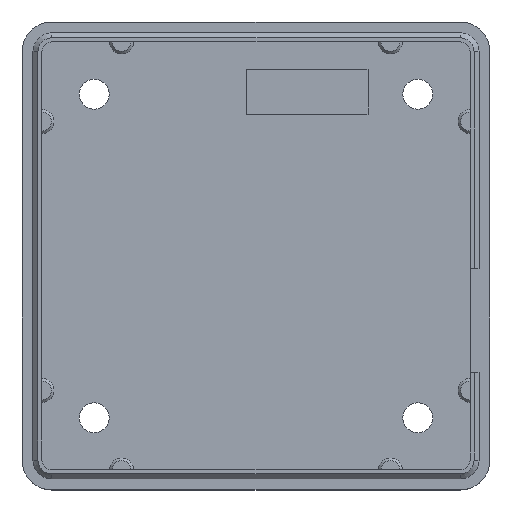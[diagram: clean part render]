
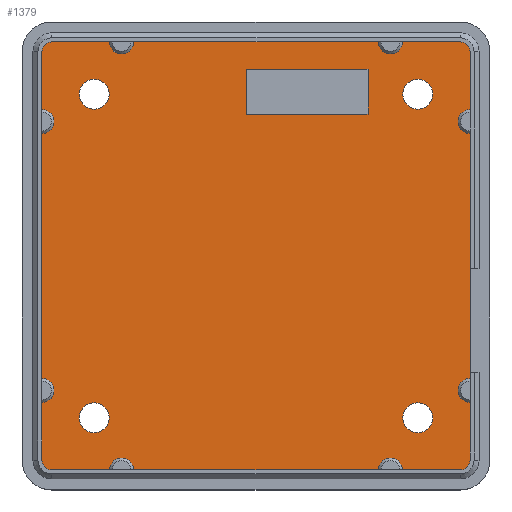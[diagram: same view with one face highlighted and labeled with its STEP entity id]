
A CAD part, top view. The second image highlights one B-rep face of the part: STEP entity #1379.
In plain terms, the highlighted planar face has unit normal (0, 0, 1).
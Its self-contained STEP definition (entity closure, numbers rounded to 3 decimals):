
#51=PLANE('',#1514);
#61=FACE_BOUND('',#245,.T.);
#62=FACE_BOUND('',#246,.T.);
#63=FACE_BOUND('',#247,.T.);
#64=FACE_BOUND('',#248,.T.);
#65=FACE_BOUND('',#249,.T.);
#162=FACE_OUTER_BOUND('',#244,.T.);
#244=EDGE_LOOP('',(#1263,#1264,#1265,#1266,#1267,#1268,#1269,#1270,#1271,
#1272,#1273,#1274,#1275,#1276,#1277,#1278,#1279,#1280,#1281,#1282,#1283,
#1284,#1285,#1286));
#245=EDGE_LOOP('',(#1287));
#246=EDGE_LOOP('',(#1288));
#247=EDGE_LOOP('',(#1289));
#248=EDGE_LOOP('',(#1290));
#249=EDGE_LOOP('',(#1291,#1292,#1293,#1294));
#252=CIRCLE('',#1386,1.2);
#255=CIRCLE('',#1391,1.2);
#258=CIRCLE('',#1396,1.2);
#261=CIRCLE('',#1401,1.2);
#264=CIRCLE('',#1406,1.2);
#267=CIRCLE('',#1411,1.2);
#270=CIRCLE('',#1416,1.2);
#273=CIRCLE('',#1421,1.2);
#275=CIRCLE('',#1424,1.5);
#277=CIRCLE('',#1427,1.5);
#279=CIRCLE('',#1430,1.5);
#281=CIRCLE('',#1433,1.5);
#302=CIRCLE('',#1487,1.);
#303=CIRCLE('',#1489,1.);
#304=CIRCLE('',#1492,1.);
#305=CIRCLE('',#1495,1.);
#350=LINE('',#2077,#485);
#354=LINE('',#2084,#489);
#355=LINE('',#2085,#490);
#356=LINE('',#2087,#491);
#357=LINE('',#2089,#492);
#361=LINE('',#2096,#496);
#412=LINE('',#2242,#547);
#414=LINE('',#2244,#549);
#415=LINE('',#2245,#550);
#417=LINE('',#2252,#552);
#419=LINE('',#2254,#554);
#420=LINE('',#2255,#555);
#421=LINE('',#2261,#556);
#425=LINE('',#2269,#560);
#428=LINE('',#2275,#563);
#431=LINE('',#2280,#566);
#485=VECTOR('',#1679,5.8);
#489=VECTOR('',#1683,5.8);
#490=VECTOR('',#1684,24.6);
#491=VECTOR('',#1687,24.6);
#492=VECTOR('',#1688,5.8);
#496=VECTOR('',#1692,5.8);
#547=VECTOR('',#1837,5.8);
#549=VECTOR('',#1839,5.8);
#550=VECTOR('',#1840,24.6);
#552=VECTOR('',#1848,5.8);
#554=VECTOR('',#1850,5.8);
#555=VECTOR('',#1851,24.6);
#556=VECTOR('',#1858,4.5);
#560=VECTOR('',#1864,12.25);
#563=VECTOR('',#1869,4.5);
#566=VECTOR('',#1874,12.25);
#584=VERTEX_POINT('',#1929);
#585=VERTEX_POINT('',#1931);
#590=VERTEX_POINT('',#1944);
#591=VERTEX_POINT('',#1946);
#596=VERTEX_POINT('',#1959);
#597=VERTEX_POINT('',#1961);
#602=VERTEX_POINT('',#1974);
#603=VERTEX_POINT('',#1976);
#608=VERTEX_POINT('',#1989);
#609=VERTEX_POINT('',#1991);
#614=VERTEX_POINT('',#2004);
#615=VERTEX_POINT('',#2006);
#620=VERTEX_POINT('',#2019);
#621=VERTEX_POINT('',#2021);
#626=VERTEX_POINT('',#2034);
#627=VERTEX_POINT('',#2036);
#629=VERTEX_POINT('',#2042);
#631=VERTEX_POINT('',#2047);
#633=VERTEX_POINT('',#2052);
#635=VERTEX_POINT('',#2057);
#636=VERTEX_POINT('',#2076);
#639=VERTEX_POINT('',#2082);
#640=VERTEX_POINT('',#2088);
#643=VERTEX_POINT('',#2094);
#690=VERTEX_POINT('',#2237);
#691=VERTEX_POINT('',#2241);
#692=VERTEX_POINT('',#2247);
#693=VERTEX_POINT('',#2251);
#694=VERTEX_POINT('',#2259);
#695=VERTEX_POINT('',#2260);
#698=VERTEX_POINT('',#2268);
#700=VERTEX_POINT('',#2274);
#715=EDGE_CURVE('',#585,#584,#252,.T.);
#722=EDGE_CURVE('',#591,#590,#255,.T.);
#729=EDGE_CURVE('',#597,#596,#258,.T.);
#736=EDGE_CURVE('',#603,#602,#261,.T.);
#743=EDGE_CURVE('',#609,#608,#264,.T.);
#750=EDGE_CURVE('',#615,#614,#267,.T.);
#757=EDGE_CURVE('',#621,#620,#270,.T.);
#764=EDGE_CURVE('',#627,#626,#273,.T.);
#767=EDGE_CURVE('',#629,#629,#275,.T.);
#769=EDGE_CURVE('',#631,#631,#277,.T.);
#771=EDGE_CURVE('',#633,#633,#279,.T.);
#773=EDGE_CURVE('',#635,#635,#281,.T.);
#782=EDGE_CURVE('',#636,#621,#350,.T.);
#786=EDGE_CURVE('',#626,#639,#354,.T.);
#787=EDGE_CURVE('',#620,#627,#355,.T.);
#788=EDGE_CURVE('',#608,#615,#356,.T.);
#789=EDGE_CURVE('',#640,#609,#357,.T.);
#793=EDGE_CURVE('',#614,#643,#361,.T.);
#863=EDGE_CURVE('',#643,#636,#302,.T.);
#864=EDGE_CURVE('',#690,#640,#303,.T.);
#866=EDGE_CURVE('',#691,#597,#412,.T.);
#868=EDGE_CURVE('',#602,#690,#414,.T.);
#869=EDGE_CURVE('',#596,#603,#415,.T.);
#870=EDGE_CURVE('',#692,#691,#304,.T.);
#872=EDGE_CURVE('',#693,#585,#417,.T.);
#874=EDGE_CURVE('',#590,#692,#419,.T.);
#875=EDGE_CURVE('',#584,#591,#420,.T.);
#876=EDGE_CURVE('',#639,#693,#305,.T.);
#877=EDGE_CURVE('',#694,#695,#421,.T.);
#881=EDGE_CURVE('',#698,#694,#425,.T.);
#884=EDGE_CURVE('',#700,#698,#428,.T.);
#887=EDGE_CURVE('',#695,#700,#431,.T.);
#1263=ORIENTED_EDGE('',*,*,#757,.T.);
#1264=ORIENTED_EDGE('',*,*,#787,.T.);
#1265=ORIENTED_EDGE('',*,*,#764,.T.);
#1266=ORIENTED_EDGE('',*,*,#786,.T.);
#1267=ORIENTED_EDGE('',*,*,#876,.T.);
#1268=ORIENTED_EDGE('',*,*,#872,.T.);
#1269=ORIENTED_EDGE('',*,*,#715,.T.);
#1270=ORIENTED_EDGE('',*,*,#875,.T.);
#1271=ORIENTED_EDGE('',*,*,#722,.T.);
#1272=ORIENTED_EDGE('',*,*,#874,.T.);
#1273=ORIENTED_EDGE('',*,*,#870,.T.);
#1274=ORIENTED_EDGE('',*,*,#866,.T.);
#1275=ORIENTED_EDGE('',*,*,#729,.T.);
#1276=ORIENTED_EDGE('',*,*,#869,.T.);
#1277=ORIENTED_EDGE('',*,*,#736,.T.);
#1278=ORIENTED_EDGE('',*,*,#868,.T.);
#1279=ORIENTED_EDGE('',*,*,#864,.T.);
#1280=ORIENTED_EDGE('',*,*,#789,.T.);
#1281=ORIENTED_EDGE('',*,*,#743,.T.);
#1282=ORIENTED_EDGE('',*,*,#788,.T.);
#1283=ORIENTED_EDGE('',*,*,#750,.T.);
#1284=ORIENTED_EDGE('',*,*,#793,.T.);
#1285=ORIENTED_EDGE('',*,*,#863,.T.);
#1286=ORIENTED_EDGE('',*,*,#782,.T.);
#1287=ORIENTED_EDGE('',*,*,#767,.T.);
#1288=ORIENTED_EDGE('',*,*,#769,.T.);
#1289=ORIENTED_EDGE('',*,*,#771,.T.);
#1290=ORIENTED_EDGE('',*,*,#773,.T.);
#1291=ORIENTED_EDGE('',*,*,#877,.T.);
#1292=ORIENTED_EDGE('',*,*,#887,.T.);
#1293=ORIENTED_EDGE('',*,*,#884,.T.);
#1294=ORIENTED_EDGE('',*,*,#881,.T.);
#1379=ADVANCED_FACE('',(#162,#61,#62,#63,#64,#65),#51,.T.);
#1386=AXIS2_PLACEMENT_3D('',#1932,#1528,#1529);
#1391=AXIS2_PLACEMENT_3D('',#1947,#1542,#1543);
#1396=AXIS2_PLACEMENT_3D('',#1962,#1556,#1557);
#1401=AXIS2_PLACEMENT_3D('',#1977,#1570,#1571);
#1406=AXIS2_PLACEMENT_3D('',#1992,#1584,#1585);
#1411=AXIS2_PLACEMENT_3D('',#2007,#1598,#1599);
#1416=AXIS2_PLACEMENT_3D('',#2022,#1612,#1613);
#1421=AXIS2_PLACEMENT_3D('',#2037,#1626,#1627);
#1424=AXIS2_PLACEMENT_3D('',#2043,#1633,#1634);
#1427=AXIS2_PLACEMENT_3D('',#2048,#1639,#1640);
#1430=AXIS2_PLACEMENT_3D('',#2053,#1645,#1646);
#1433=AXIS2_PLACEMENT_3D('',#2058,#1651,#1652);
#1487=AXIS2_PLACEMENT_3D('',#2235,#1828,#1829);
#1489=AXIS2_PLACEMENT_3D('',#2238,#1832,#1833);
#1492=AXIS2_PLACEMENT_3D('',#2248,#1843,#1844);
#1495=AXIS2_PLACEMENT_3D('',#2257,#1854,#1855);
#1514=AXIS2_PLACEMENT_3D('',#2316,#1916,#1917);
#1528=DIRECTION('center_axis',(0.,0.,-1.));
#1529=DIRECTION('ref_axis',(-1.,0.,0.));
#1542=DIRECTION('center_axis',(0.,0.,-1.));
#1543=DIRECTION('ref_axis',(-1.,0.,0.));
#1556=DIRECTION('center_axis',(0.,0.,-1.));
#1557=DIRECTION('ref_axis',(-1.,0.,0.));
#1570=DIRECTION('center_axis',(0.,0.,-1.));
#1571=DIRECTION('ref_axis',(-1.,0.,0.));
#1584=DIRECTION('center_axis',(0.,0.,-1.));
#1585=DIRECTION('ref_axis',(-1.,0.,0.));
#1598=DIRECTION('center_axis',(0.,0.,-1.));
#1599=DIRECTION('ref_axis',(-1.,0.,0.));
#1612=DIRECTION('center_axis',(0.,0.,-1.));
#1613=DIRECTION('ref_axis',(-1.,0.,0.));
#1626=DIRECTION('center_axis',(0.,0.,-1.));
#1627=DIRECTION('ref_axis',(-1.,0.,0.));
#1633=DIRECTION('center_axis',(0.,0.,-1.));
#1634=DIRECTION('ref_axis',(-1.,0.,0.));
#1639=DIRECTION('center_axis',(0.,0.,-1.));
#1640=DIRECTION('ref_axis',(-1.,0.,0.));
#1645=DIRECTION('center_axis',(0.,0.,-1.));
#1646=DIRECTION('ref_axis',(-1.,0.,0.));
#1651=DIRECTION('center_axis',(0.,0.,-1.));
#1652=DIRECTION('ref_axis',(-1.,0.,0.));
#1679=DIRECTION('',(0.,-1.,0.));
#1683=DIRECTION('',(0.,-1.,0.));
#1684=DIRECTION('',(0.,-1.,0.));
#1687=DIRECTION('',(-1.,0.,0.));
#1688=DIRECTION('',(-1.,0.,0.));
#1692=DIRECTION('',(-1.,0.,0.));
#1828=DIRECTION('center_axis',(0.,0.,1.));
#1829=DIRECTION('ref_axis',(0.,-1.,0.));
#1832=DIRECTION('center_axis',(0.,0.,1.));
#1833=DIRECTION('ref_axis',(-1.,0.,0.));
#1837=DIRECTION('',(0.,1.,0.));
#1839=DIRECTION('',(0.,1.,0.));
#1840=DIRECTION('',(0.,1.,0.));
#1843=DIRECTION('center_axis',(0.,0.,1.));
#1844=DIRECTION('ref_axis',(0.,1.,0.));
#1848=DIRECTION('',(1.,0.,0.));
#1850=DIRECTION('',(1.,0.,0.));
#1851=DIRECTION('',(1.,0.,0.));
#1854=DIRECTION('center_axis',(0.,0.,1.));
#1855=DIRECTION('ref_axis',(1.,0.,0.));
#1858=DIRECTION('',(0.,1.,0.));
#1864=DIRECTION('',(-1.,0.,0.));
#1869=DIRECTION('',(0.,-1.,0.));
#1874=DIRECTION('',(1.,0.,0.));
#1916=DIRECTION('center_axis',(0.,0.,1.));
#1917=DIRECTION('ref_axis',(1.,0.,0.));
#1929=CARTESIAN_POINT('',(-12.3,-21.5,2.));
#1931=CARTESIAN_POINT('',(-14.7,-21.5,2.));
#1932=CARTESIAN_POINT('Origin',(-13.5,-21.5,2.));
#1944=CARTESIAN_POINT('',(14.7,-21.5,2.));
#1946=CARTESIAN_POINT('',(12.3,-21.5,2.));
#1947=CARTESIAN_POINT('Origin',(13.5,-21.5,2.));
#1959=CARTESIAN_POINT('',(21.5,-12.3,2.));
#1961=CARTESIAN_POINT('',(21.5,-14.7,2.));
#1962=CARTESIAN_POINT('Origin',(21.5,-13.5,2.));
#1974=CARTESIAN_POINT('',(21.5,14.7,2.));
#1976=CARTESIAN_POINT('',(21.5,12.3,2.));
#1977=CARTESIAN_POINT('Origin',(21.5,13.5,2.));
#1989=CARTESIAN_POINT('',(12.3,21.5,2.));
#1991=CARTESIAN_POINT('',(14.7,21.5,2.));
#1992=CARTESIAN_POINT('Origin',(13.5,21.5,2.));
#2004=CARTESIAN_POINT('',(-14.7,21.5,2.));
#2006=CARTESIAN_POINT('',(-12.3,21.5,2.));
#2007=CARTESIAN_POINT('Origin',(-13.5,21.5,2.));
#2019=CARTESIAN_POINT('',(-21.5,12.3,2.));
#2021=CARTESIAN_POINT('',(-21.5,14.7,2.));
#2022=CARTESIAN_POINT('Origin',(-21.5,13.5,2.));
#2034=CARTESIAN_POINT('',(-21.5,-14.7,2.));
#2036=CARTESIAN_POINT('',(-21.5,-12.3,2.));
#2037=CARTESIAN_POINT('Origin',(-21.5,-13.5,2.));
#2042=CARTESIAN_POINT('',(17.75,-16.25,2.));
#2043=CARTESIAN_POINT('Origin',(16.25,-16.25,2.));
#2047=CARTESIAN_POINT('',(-14.75,16.25,2.));
#2048=CARTESIAN_POINT('Origin',(-16.25,16.25,2.));
#2052=CARTESIAN_POINT('',(17.75,16.25,2.));
#2053=CARTESIAN_POINT('Origin',(16.25,16.25,2.));
#2057=CARTESIAN_POINT('',(-14.75,-16.25,2.));
#2058=CARTESIAN_POINT('Origin',(-16.25,-16.25,2.));
#2076=CARTESIAN_POINT('',(-21.5,20.5,2.));
#2077=CARTESIAN_POINT('',(-21.5,10.25,2.));
#2082=CARTESIAN_POINT('',(-21.5,-20.5,2.));
#2084=CARTESIAN_POINT('',(-21.5,10.25,2.));
#2085=CARTESIAN_POINT('',(-21.5,10.25,2.));
#2087=CARTESIAN_POINT('',(10.25,21.5,2.));
#2088=CARTESIAN_POINT('',(20.5,21.5,2.));
#2089=CARTESIAN_POINT('',(10.25,21.5,2.));
#2094=CARTESIAN_POINT('',(-20.5,21.5,2.));
#2096=CARTESIAN_POINT('',(10.25,21.5,2.));
#2235=CARTESIAN_POINT('Origin',(-20.5,20.5,2.));
#2237=CARTESIAN_POINT('',(21.5,20.5,2.));
#2238=CARTESIAN_POINT('Origin',(20.5,20.5,2.));
#2241=CARTESIAN_POINT('',(21.5,-20.5,2.));
#2242=CARTESIAN_POINT('',(21.5,-10.25,2.));
#2244=CARTESIAN_POINT('',(21.5,-10.25,2.));
#2245=CARTESIAN_POINT('',(21.5,-10.25,2.));
#2247=CARTESIAN_POINT('',(20.5,-21.5,2.));
#2248=CARTESIAN_POINT('Origin',(20.5,-20.5,2.));
#2251=CARTESIAN_POINT('',(-20.5,-21.5,2.));
#2252=CARTESIAN_POINT('',(-10.25,-21.5,2.));
#2254=CARTESIAN_POINT('',(-10.25,-21.5,2.));
#2255=CARTESIAN_POINT('',(-10.25,-21.5,2.));
#2257=CARTESIAN_POINT('Origin',(-20.5,-20.5,2.));
#2259=CARTESIAN_POINT('',(-1.,14.25,2.));
#2260=CARTESIAN_POINT('',(-1.,18.75,2.));
#2261=CARTESIAN_POINT('',(-1.,7.125,2.));
#2268=CARTESIAN_POINT('',(11.25,14.25,2.));
#2269=CARTESIAN_POINT('',(5.625,14.25,2.));
#2274=CARTESIAN_POINT('',(11.25,18.75,2.));
#2275=CARTESIAN_POINT('',(11.25,9.375,2.));
#2280=CARTESIAN_POINT('',(-0.5,18.75,2.));
#2316=CARTESIAN_POINT('Origin',(0.,0.,
2.));
